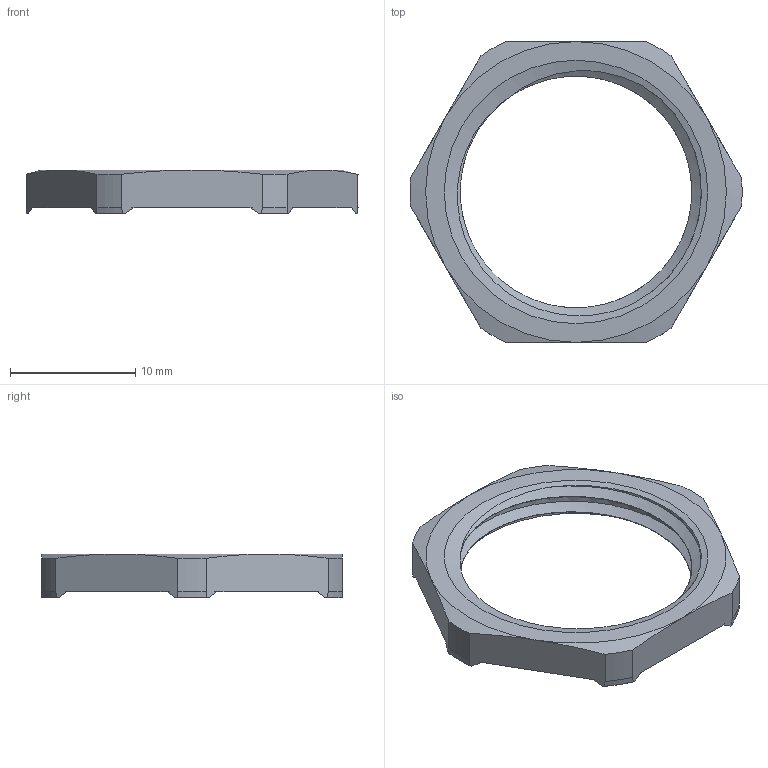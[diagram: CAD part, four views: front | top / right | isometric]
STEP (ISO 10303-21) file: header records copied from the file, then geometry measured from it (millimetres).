
FILE_DESCRIPTION(/* description */ ('EMV Gegenmutter M 20x1,5'),/* implementation_level */ '2;1');
FILE_NAME(/* name */ '61016520LF-RST.stp',/* time_stamp */ '2021-05-12T10:26:20+02:00',/* author */ ('sl'),/* organization */ (''),/* preprocessor_version */ 'ST-DEVELOPER v16.5',/* originating_system */ 'Autodesk Inventor 2017',/* authorisation */ '');
FILE_SCHEMA (('AUTOMOTIVE_DESIGN { 1 0 10303 214 3 1 1 }'));
Length unit declared in the file: millimetre
Products named in the file (1): 61016520LF
Bounding box: 26.49 x 24 x 3.5 mm (x, y, z)
Volume: 573.3 mm3; surface area: 887.1 mm2
Topology: 1 solids, 1 shells, 44 faces, 120 edges, 78 vertices
Faces by surface type: cone 20, plane 14, cylinder 8, bspline 2
Entity records: 1810 total; most frequent: CARTESIAN_POINT 737, ORIENTED_EDGE 232, DIRECTION 200, EDGE_CURVE 116, AXIS2_PLACEMENT_3D 85, VERTEX_POINT 76, EDGE_LOOP 48, FACE_OUTER_BOUND 44
